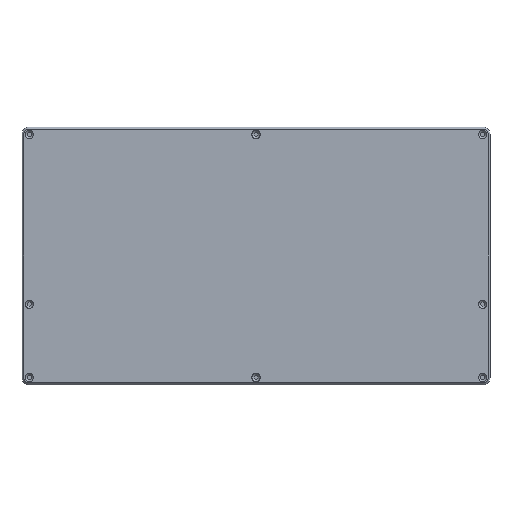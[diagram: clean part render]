
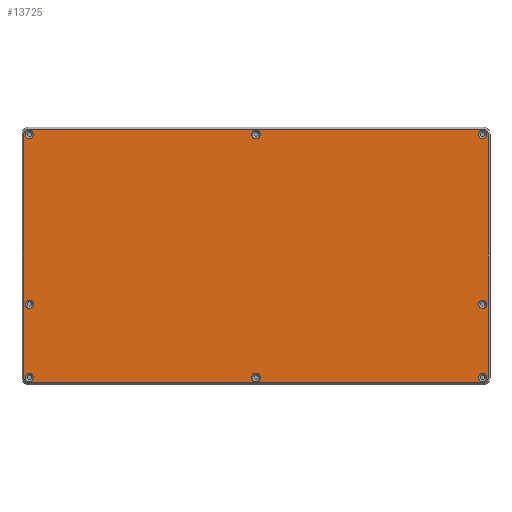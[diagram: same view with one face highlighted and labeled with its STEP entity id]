
A CAD part, front view. The second image highlights one B-rep face of the part: STEP entity #13725.
In plain terms, the highlighted planar face has unit normal (0, -1, 0).
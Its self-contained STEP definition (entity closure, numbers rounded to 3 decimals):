
#279=FACE_BOUND('',#2171,.T.);
#280=FACE_BOUND('',#2172,.T.);
#281=FACE_BOUND('',#2173,.T.);
#282=FACE_BOUND('',#2174,.T.);
#283=FACE_BOUND('',#2175,.T.);
#284=FACE_BOUND('',#2176,.T.);
#285=FACE_BOUND('',#2177,.T.);
#286=FACE_BOUND('',#2178,.T.);
#528=CIRCLE('',#14702,3.);
#530=CIRCLE('',#14706,3.);
#531=CIRCLE('',#14709,3.);
#532=CIRCLE('',#14712,3.);
#534=CIRCLE('',#14717,2.25);
#535=CIRCLE('',#14718,2.25);
#536=CIRCLE('',#14719,2.25);
#537=CIRCLE('',#14720,2.25);
#538=CIRCLE('',#14721,2.25);
#539=CIRCLE('',#14722,2.25);
#540=CIRCLE('',#14723,2.25);
#541=CIRCLE('',#14724,2.25);
#1323=FACE_OUTER_BOUND('',#2170,.T.);
#2170=EDGE_LOOP('',(#12314,#12315,#12316,#12317,#12318,#12319,#12320,#12321));
#2171=EDGE_LOOP('',(#12322));
#2172=EDGE_LOOP('',(#12323));
#2173=EDGE_LOOP('',(#12324));
#2174=EDGE_LOOP('',(#12325));
#2175=EDGE_LOOP('',(#12326));
#2176=EDGE_LOOP('',(#12327));
#2177=EDGE_LOOP('',(#12328));
#2178=EDGE_LOOP('',(#12329));
#3765=LINE('',#22183,#5368);
#3770=LINE('',#22195,#5373);
#3773=LINE('',#22203,#5376);
#3776=LINE('',#22211,#5379);
#5368=VECTOR('',#18141,10.);
#5373=VECTOR('',#18154,10.);
#5376=VECTOR('',#18163,10.);
#5379=VECTOR('',#18172,10.);
#6662=VERTEX_POINT('',#22180);
#6663=VERTEX_POINT('',#22182);
#6665=VERTEX_POINT('',#22188);
#6666=VERTEX_POINT('',#22193);
#6667=VERTEX_POINT('',#22197);
#6668=VERTEX_POINT('',#22201);
#6669=VERTEX_POINT('',#22205);
#6670=VERTEX_POINT('',#22209);
#6671=VERTEX_POINT('',#22220);
#6672=VERTEX_POINT('',#22222);
#6673=VERTEX_POINT('',#22224);
#6674=VERTEX_POINT('',#22226);
#6675=VERTEX_POINT('',#22228);
#6676=VERTEX_POINT('',#22230);
#6677=VERTEX_POINT('',#22232);
#6678=VERTEX_POINT('',#22234);
#8552=EDGE_CURVE('',#6662,#6663,#3765,.T.);
#8556=EDGE_CURVE('',#6665,#6662,#528,.T.);
#8559=EDGE_CURVE('',#6666,#6665,#3770,.T.);
#8561=EDGE_CURVE('',#6667,#6666,#530,.T.);
#8563=EDGE_CURVE('',#6668,#6667,#3773,.T.);
#8565=EDGE_CURVE('',#6669,#6668,#531,.T.);
#8567=EDGE_CURVE('',#6670,#6669,#3776,.T.);
#8568=EDGE_CURVE('',#6663,#6670,#532,.T.);
#8572=EDGE_CURVE('',#6671,#6671,#534,.T.);
#8573=EDGE_CURVE('',#6672,#6672,#535,.T.);
#8574=EDGE_CURVE('',#6673,#6673,#536,.T.);
#8575=EDGE_CURVE('',#6674,#6674,#537,.T.);
#8576=EDGE_CURVE('',#6675,#6675,#538,.T.);
#8577=EDGE_CURVE('',#6676,#6676,#539,.T.);
#8578=EDGE_CURVE('',#6677,#6677,#540,.T.);
#8579=EDGE_CURVE('',#6678,#6678,#541,.T.);
#12314=ORIENTED_EDGE('',*,*,#8552,.F.);
#12315=ORIENTED_EDGE('',*,*,#8556,.F.);
#12316=ORIENTED_EDGE('',*,*,#8559,.F.);
#12317=ORIENTED_EDGE('',*,*,#8561,.F.);
#12318=ORIENTED_EDGE('',*,*,#8563,.F.);
#12319=ORIENTED_EDGE('',*,*,#8565,.F.);
#12320=ORIENTED_EDGE('',*,*,#8567,.F.);
#12321=ORIENTED_EDGE('',*,*,#8568,.F.);
#12322=ORIENTED_EDGE('',*,*,#8572,.T.);
#12323=ORIENTED_EDGE('',*,*,#8573,.T.);
#12324=ORIENTED_EDGE('',*,*,#8574,.T.);
#12325=ORIENTED_EDGE('',*,*,#8575,.T.);
#12326=ORIENTED_EDGE('',*,*,#8576,.T.);
#12327=ORIENTED_EDGE('',*,*,#8577,.T.);
#12328=ORIENTED_EDGE('',*,*,#8578,.T.);
#12329=ORIENTED_EDGE('',*,*,#8579,.T.);
#13055=PLANE('',#14716);
#13725=ADVANCED_FACE('',(#1323,#279,#280,#281,#282,#283,#284,#285,#286),
#13055,.F.);
#14702=AXIS2_PLACEMENT_3D('',#22190,#18147,#18148);
#14706=AXIS2_PLACEMENT_3D('',#22199,#18158,#18159);
#14709=AXIS2_PLACEMENT_3D('',#22207,#18167,#18168);
#14712=AXIS2_PLACEMENT_3D('',#22213,#18175,#18176);
#14716=AXIS2_PLACEMENT_3D('',#22219,#18185,#18186);
#14717=AXIS2_PLACEMENT_3D('',#22221,#18187,#18188);
#14718=AXIS2_PLACEMENT_3D('',#22223,#18189,#18190);
#14719=AXIS2_PLACEMENT_3D('',#22225,#18191,#18192);
#14720=AXIS2_PLACEMENT_3D('',#22227,#18193,#18194);
#14721=AXIS2_PLACEMENT_3D('',#22229,#18195,#18196);
#14722=AXIS2_PLACEMENT_3D('',#22231,#18197,#18198);
#14723=AXIS2_PLACEMENT_3D('',#22233,#18199,#18200);
#14724=AXIS2_PLACEMENT_3D('',#22235,#18201,#18202);
#18141=DIRECTION('',(1.,0.,0.));
#18147=DIRECTION('center_axis',(0.,1.,0.));
#18148=DIRECTION('ref_axis',(-1.,0.,0.));
#18154=DIRECTION('',(0.,0.,1.));
#18158=DIRECTION('center_axis',(0.,1.,0.));
#18159=DIRECTION('ref_axis',(0.,0.,-1.));
#18163=DIRECTION('',(-1.,0.,0.));
#18167=DIRECTION('center_axis',(0.,1.,0.));
#18168=DIRECTION('ref_axis',(1.,0.,0.));
#18172=DIRECTION('',(0.,0.,-1.));
#18175=DIRECTION('center_axis',(0.,1.,0.));
#18176=DIRECTION('ref_axis',(0.,0.,1.));
#18185=DIRECTION('center_axis',(0.,1.,0.));
#18186=DIRECTION('ref_axis',(1.,0.,0.));
#18187=DIRECTION('center_axis',(0.,1.,0.));
#18188=DIRECTION('ref_axis',(0.,0.,-1.));
#18189=DIRECTION('center_axis',(0.,1.,0.));
#18190=DIRECTION('ref_axis',(0.,0.,-1.));
#18191=DIRECTION('center_axis',(0.,1.,0.));
#18192=DIRECTION('ref_axis',(0.,0.,-1.));
#18193=DIRECTION('center_axis',(0.,1.,0.));
#18194=DIRECTION('ref_axis',(0.,0.,-1.));
#18195=DIRECTION('center_axis',(0.,1.,0.));
#18196=DIRECTION('ref_axis',(0.,0.,-1.));
#18197=DIRECTION('center_axis',(0.,1.,0.));
#18198=DIRECTION('ref_axis',(0.,0.,-1.));
#18199=DIRECTION('center_axis',(0.,1.,0.));
#18200=DIRECTION('ref_axis',(0.,0.,-1.));
#18201=DIRECTION('center_axis',(0.,1.,0.));
#18202=DIRECTION('ref_axis',(0.,0.,-1.));
#22180=CARTESIAN_POINT('',(-30.288,-9.6,119.013));
#22182=CARTESIAN_POINT('',(216.025,-9.6,119.013));
#22183=CARTESIAN_POINT('',(154.447,-9.6,119.013));
#22188=CARTESIAN_POINT('',(-33.288,-9.6,116.013));
#22190=CARTESIAN_POINT('Origin',(-30.288,-9.6,116.013));
#22193=CARTESIAN_POINT('',(-33.288,-9.6,-16.));
#22195=CARTESIAN_POINT('',(-33.288,-9.6,83.01));
#22197=CARTESIAN_POINT('',(-30.288,-9.6,-19.));
#22199=CARTESIAN_POINT('Origin',(-30.288,-9.6,-16.));
#22201=CARTESIAN_POINT('',(216.025,-9.6,-19.));
#22203=CARTESIAN_POINT('',(31.29,-9.6,-19.));
#22205=CARTESIAN_POINT('',(219.025,-9.6,-16.));
#22207=CARTESIAN_POINT('Origin',(216.025,-9.6,-16.));
#22209=CARTESIAN_POINT('',(219.025,-9.6,116.013));
#22211=CARTESIAN_POINT('',(219.025,-9.6,17.003));
#22213=CARTESIAN_POINT('Origin',(216.025,-9.6,116.013));
#22219=CARTESIAN_POINT('Origin',(92.869,-9.6,50.007));
#22220=CARTESIAN_POINT('',(216.025,-9.6,118.263));
#22221=CARTESIAN_POINT('Origin',(216.025,-9.6,116.013));
#22222=CARTESIAN_POINT('',(92.869,-9.6,-13.75));
#22223=CARTESIAN_POINT('Origin',(92.869,-9.6,-16.));
#22224=CARTESIAN_POINT('',(92.868,-9.6,118.263));
#22225=CARTESIAN_POINT('Origin',(92.868,-9.6,116.013));
#22226=CARTESIAN_POINT('',(-30.288,-9.6,-13.75));
#22227=CARTESIAN_POINT('Origin',(-30.288,-9.6,-16.));
#22228=CARTESIAN_POINT('',(-30.288,-9.6,118.263));
#22229=CARTESIAN_POINT('Origin',(-30.288,-9.6,116.013));
#22230=CARTESIAN_POINT('',(-30.288,-9.6,26.062));
#22231=CARTESIAN_POINT('Origin',(-30.288,-9.6,23.812));
#22232=CARTESIAN_POINT('',(216.025,-9.6,26.062));
#22233=CARTESIAN_POINT('Origin',(216.025,-9.6,23.812));
#22234=CARTESIAN_POINT('',(216.025,-9.6,-13.75));
#22235=CARTESIAN_POINT('Origin',(216.025,-9.6,-16.));
